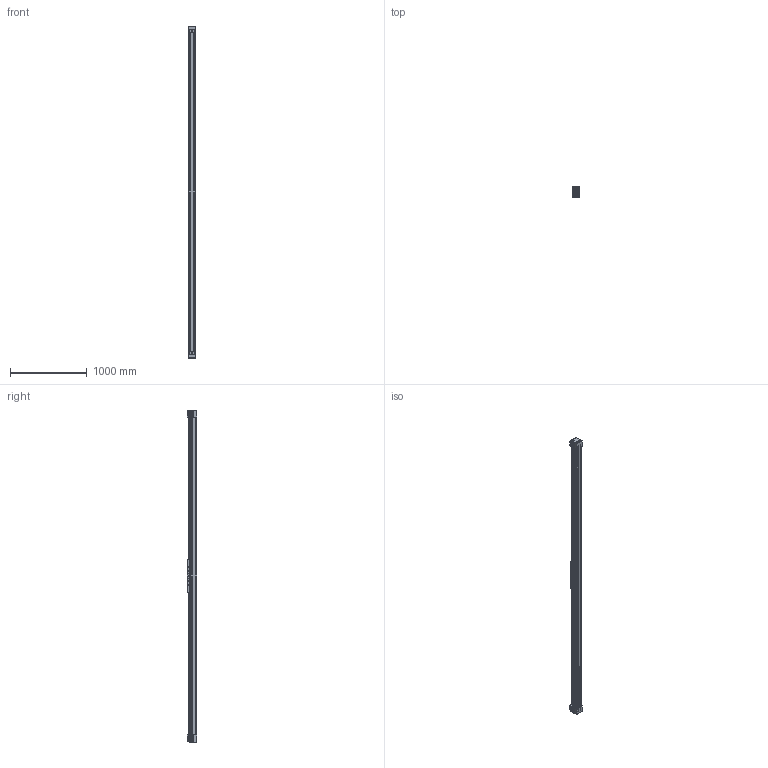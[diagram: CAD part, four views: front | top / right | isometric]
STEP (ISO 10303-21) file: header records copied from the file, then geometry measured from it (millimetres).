
FILE_DESCRIPTION (( 'STEP AP214' ), '1' );
FILE_NAME ('BLM80-3700-4324_Bondy.STEP', '2023-03-15T09:14:10', ( '' ), ( '' ), 'SwSTEP 2.0', 'SolidWorks 2023', '' );
FILE_SCHEMA (( 'AUTOMOTIVE_DESIGN' ));
Length unit declared in the file: millimetre
Products named in the file (1): BLM80-3700-4324_Bondy
Bounding box: 100 x 130 x 4324 mm (x, y, z)
Volume: 26898728.3 mm3; surface area: 3888652.4 mm2
Topology: 50 solids, 58 shells, 7522 faces, 21502 edges, 14190 vertices
Faces by surface type: plane 4356, cylinder 2838, torus 152, sphere 100, cone 52, bspline 24
Entity records: 333612 total; most frequent: CARTESIAN_POINT 49571, ORIENTED_EDGE 42396, DIRECTION 42202, EDGE_CURVE 21198, LINE 14620, VECTOR 14620, VERTEX_POINT 13998, AXIS2_PLACEMENT_3D 13791
